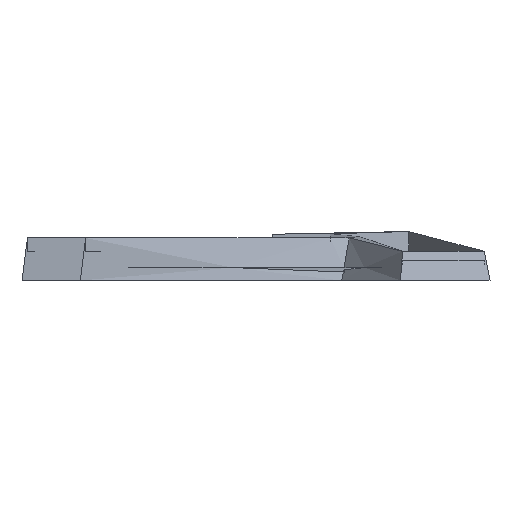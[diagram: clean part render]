
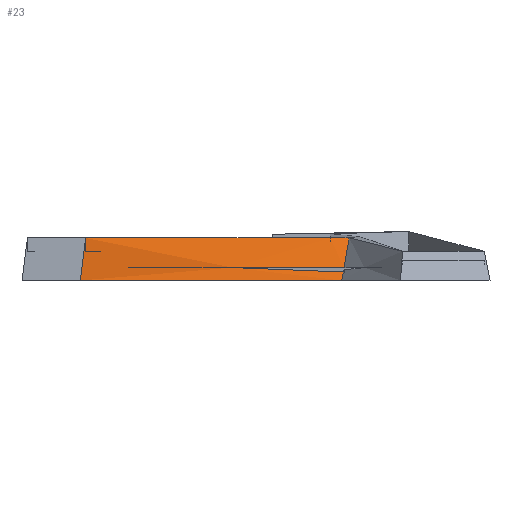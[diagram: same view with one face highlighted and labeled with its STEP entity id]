
A CAD part, left-side view. The second image highlights one B-rep face of the part: STEP entity #23.
In plain terms, the highlighted free-form (B-spline) face has degree [1, 3] with [2, 4] control points.
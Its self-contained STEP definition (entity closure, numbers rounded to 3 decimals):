
#23=ADVANCED_FACE('',(#249),#3178,.T.);
#249=FACE_OUTER_BOUND('',#453,.T.);
#453=EDGE_LOOP('',(#786,#787,#788,#789,#790,#791,#792,#793));
#786=ORIENTED_EDGE('',*,*,#1870,.F.);
#787=ORIENTED_EDGE('',*,*,#1783,.F.);
#788=ORIENTED_EDGE('',*,*,#1833,.F.);
#789=ORIENTED_EDGE('',*,*,#1799,.F.);
#790=ORIENTED_EDGE('',*,*,#1781,.T.);
#791=ORIENTED_EDGE('',*,*,#1784,.F.);
#792=ORIENTED_EDGE('',*,*,#1877,.F.);
#793=ORIENTED_EDGE('',*,*,#1869,.F.);
#1781=EDGE_CURVE('',#2798,#2799,#2289,.T.);
#1783=EDGE_CURVE('',#2800,#2839,#2291,.T.);
#1784=EDGE_CURVE('',#2801,#2799,#2292,.T.);
#1799=EDGE_CURVE('',#2798,#2809,#2307,.T.);
#1833=EDGE_CURVE('',#2809,#2800,#2341,.T.);
#1869=EDGE_CURVE('',#2837,#2838,#2377,.T.);
#1870=EDGE_CURVE('',#2839,#2837,#2378,.T.);
#1877=EDGE_CURVE('',#2838,#2801,#2385,.T.);
#2289=B_SPLINE_CURVE_WITH_KNOTS('',1,(#4433,#4434),.UNSPECIFIED.,.F.,.F.,
(2,2),(0.,6.981),.UNSPECIFIED.);
#2291=B_SPLINE_CURVE_WITH_KNOTS('',1,(#4439,#4440),.UNSPECIFIED.,.F.,.F.,
(2,2),(0.,4.865),.UNSPECIFIED.);
#2292=B_SPLINE_CURVE_WITH_KNOTS('',3,(#4441,#4442,#4443,#4444),
 .UNSPECIFIED.,.F.,.F.,(4,4),(-411.933,-355.425),
 .UNSPECIFIED.);
#2307=B_SPLINE_CURVE_WITH_KNOTS('',1,(#4477,#4478),.UNSPECIFIED.,.F.,.F.,
(2,2),(0.,69.871),.UNSPECIFIED.);
#2341=B_SPLINE_CURVE_WITH_KNOTS('',1,(#4579,#4580),.UNSPECIFIED.,.F.,.F.,
(2,2),(69.871,75.245),.UNSPECIFIED.);
#2377=B_SPLINE_CURVE_WITH_KNOTS('',3,(#4651,#4652,#4653,#4654),
 .UNSPECIFIED.,.F.,.F.,(4,4),(0.,25.963),.UNSPECIFIED.);
#2378=B_SPLINE_CURVE_WITH_KNOTS('',3,(#4655,#4656,#4657,#4658),
 .UNSPECIFIED.,.F.,.F.,(4,4),(-411.933,-387.818),
 .UNSPECIFIED.);
#2385=B_SPLINE_CURVE_WITH_KNOTS('',1,(#4681,#4682),.UNSPECIFIED.,.F.,.F.,
(2,2),(5.588,6.981),.UNSPECIFIED.);
#2798=VERTEX_POINT('',#3980);
#2799=VERTEX_POINT('',#3981);
#2800=VERTEX_POINT('',#3982);
#2801=VERTEX_POINT('',#3983);
#2809=VERTEX_POINT('',#3991);
#2837=VERTEX_POINT('',#4019);
#2838=VERTEX_POINT('',#4020);
#2839=VERTEX_POINT('',#4021);
#3178=B_SPLINE_SURFACE_WITH_KNOTS('',1,3,((#3643,#3644,#3645,#3646),(#3647,
#3648,#3649,#3650)),.UNSPECIFIED.,.F.,.F.,.F.,(2,2),(4,4),(0.,6.981),
(355.425,411.933),.UNSPECIFIED.);
#3643=CARTESIAN_POINT('',(-10.,47.,6.9));
#3644=CARTESIAN_POINT('',(-10.,26.539,6.9));
#3645=CARTESIAN_POINT('',(-10.,6.077,6.9));
#3646=CARTESIAN_POINT('',(-10.,-14.384,6.9));
#3647=CARTESIAN_POINT('',(-11.109,48.2,-3.));
#3648=CARTESIAN_POINT('',(-12.705,27.915,-3.));
#3649=CARTESIAN_POINT('',(-14.301,7.629,-3.));
#3650=CARTESIAN_POINT('',(-15.897,-12.656,-3.));
#3980=CARTESIAN_POINT('',(-10.,47.,6.9));
#3981=CARTESIAN_POINT('',(-11.109,48.2,-3.));
#3982=CARTESIAN_POINT('',(-10.,-14.384,6.9));
#3983=CARTESIAN_POINT('',(-15.897,-12.656,-3.));
#3991=CARTESIAN_POINT('',(-10.,-10.,6.9));
#4019=CARTESIAN_POINT('',(-12.686,12.859,0.));
#4020=CARTESIAN_POINT('',(-14.721,-13.001,-1.025));
#4021=CARTESIAN_POINT('',(-14.11,-13.18,0.));
#4433=CARTESIAN_POINT('',(-10.,47.,6.9));
#4434=CARTESIAN_POINT('',(-11.109,48.2,-3.));
#4439=CARTESIAN_POINT('',(-10.,-14.384,6.9));
#4440=CARTESIAN_POINT('',(-14.11,-13.18,0.));
#4441=CARTESIAN_POINT('',(-15.897,-12.656,-3.));
#4442=CARTESIAN_POINT('',(-14.301,7.629,-3.));
#4443=CARTESIAN_POINT('',(-12.705,27.915,-3.));
#4444=CARTESIAN_POINT('',(-11.109,48.2,-3.));
#4477=CARTESIAN_POINT('',(-10.,47.,6.9));
#4478=CARTESIAN_POINT('',(-10.,-10.,6.9));
#4579=CARTESIAN_POINT('',(-10.,-10.,6.9));
#4580=CARTESIAN_POINT('',(-10.,-14.384,6.9));
#4651=CARTESIAN_POINT('',(-12.686,12.859,0.));
#4652=CARTESIAN_POINT('',(-13.335,4.617,-0.497));
#4653=CARTESIAN_POINT('',(-14.071,-4.747,-0.81));
#4654=CARTESIAN_POINT('',(-14.721,-13.001,-1.025));
#4655=CARTESIAN_POINT('',(-14.11,-13.18,0.));
#4656=CARTESIAN_POINT('',(-13.636,-4.5,0.));
#4657=CARTESIAN_POINT('',(-13.161,4.18,0.));
#4658=CARTESIAN_POINT('',(-12.686,12.859,0.));
#4681=CARTESIAN_POINT('',(-14.721,-13.001,-1.025));
#4682=CARTESIAN_POINT('',(-15.897,-12.656,-3.));
